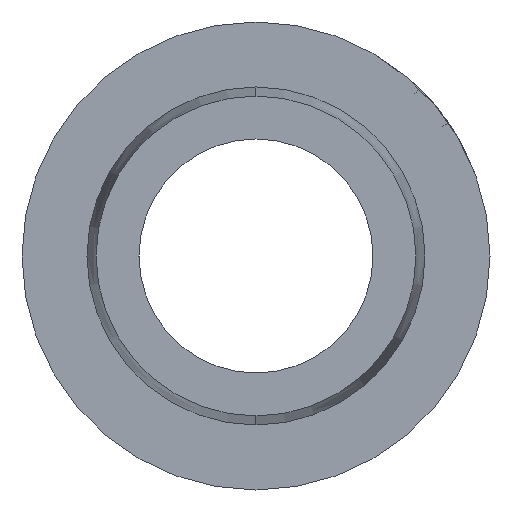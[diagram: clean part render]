
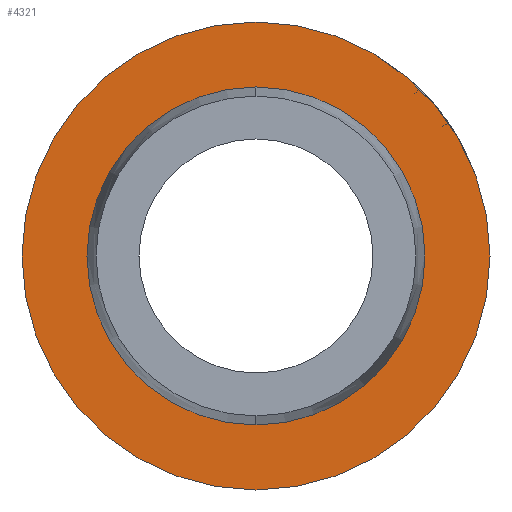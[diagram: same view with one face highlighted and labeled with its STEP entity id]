
A CAD part, left-side view. The second image highlights one B-rep face of the part: STEP entity #4321.
In plain terms, the highlighted planar face has unit normal (-1, 0, 0).
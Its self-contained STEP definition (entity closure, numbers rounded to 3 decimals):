
#3 = ORIENTED_EDGE ( 'NONE', *, *, #512, .T. ) ;
#221 = DIRECTION ( 'NONE',  ( 0., 0., -1. ) ) ;
#512 = EDGE_CURVE ( 'NONE', #3181, #5976, #3698, .T. ) ;
#562 = EDGE_LOOP ( 'NONE', ( #3331, #5944 ) ) ;
#587 = AXIS2_PLACEMENT_3D ( 'NONE', #683, #2552, #221 ) ;
#683 = CARTESIAN_POINT ( 'NONE',  ( 13.5, 6.5, 0. ) ) ;
#791 = ORIENTED_EDGE ( 'NONE', *, *, #3774, .T. ) ;
#809 = EDGE_CURVE ( 'NONE', #3083, #1235, #4790, .T. ) ;
#848 = EDGE_CURVE ( 'NONE', #1235, #3083, #2811, .T. ) ;
#947 = DIRECTION ( 'NONE',  ( 0., 0., 1. ) ) ;
#982 = DIRECTION ( 'NONE',  ( -1., 0., 0. ) ) ;
#1065 = DIRECTION ( 'NONE',  ( 0., 0., 1. ) ) ;
#1071 = AXIS2_PLACEMENT_3D ( 'NONE', #4953, #1690, #1233 ) ;
#1199 = FACE_OUTER_BOUND ( 'NONE', #5474, .T. ) ;
#1233 = DIRECTION ( 'NONE',  ( 0., 0., 1. ) ) ;
#1235 = VERTEX_POINT ( 'NONE', #5352 ) ;
#1569 = DIRECTION ( 'NONE',  ( -1., 0., 0. ) ) ;
#1629 = CARTESIAN_POINT ( 'NONE',  ( 13.5, 0., 9. ) ) ;
#1690 = DIRECTION ( 'NONE',  ( -1., 0., 0. ) ) ;
#1962 = CARTESIAN_POINT ( 'NONE',  ( 13.5, 0., 0. ) ) ;
#2328 = AXIS2_PLACEMENT_3D ( 'NONE', #1962, #982, #947 ) ;
#2552 = DIRECTION ( 'NONE',  ( 1., 0., 0. ) ) ;
#2804 = AXIS2_PLACEMENT_3D ( 'NONE', #3395, #5270, #1065 ) ;
#2811 = CIRCLE ( 'NONE', #3021, 6.5 ) ;
#3021 = AXIS2_PLACEMENT_3D ( 'NONE', #4487, #1569, #4858 ) ;
#3083 = VERTEX_POINT ( 'NONE', #5114 ) ;
#3181 = VERTEX_POINT ( 'NONE', #4873 ) ;
#3331 = ORIENTED_EDGE ( 'NONE', *, *, #809, .F. ) ;
#3395 = CARTESIAN_POINT ( 'NONE',  ( 13.5, 0., 0. ) ) ;
#3427 = CIRCLE ( 'NONE', #1071, 9. ) ;
#3496 = FACE_BOUND ( 'NONE', #562, .T. ) ;
#3698 = CIRCLE ( 'NONE', #2804, 9. ) ;
#3774 = EDGE_CURVE ( 'NONE', #5976, #3181, #3427, .T. ) ;
#4321 = ADVANCED_FACE ( 'NONE', ( #3496, #1199 ), #5863, .F. ) ;
#4487 = CARTESIAN_POINT ( 'NONE',  ( 13.5, 0., 0. ) ) ;
#4790 = CIRCLE ( 'NONE', #2328, 6.5 ) ;
#4858 = DIRECTION ( 'NONE',  ( 0., 0., 1. ) ) ;
#4873 = CARTESIAN_POINT ( 'NONE',  ( 13.5, 0., -9. ) ) ;
#4953 = CARTESIAN_POINT ( 'NONE',  ( 13.5, 0., 0. ) ) ;
#5114 = CARTESIAN_POINT ( 'NONE',  ( 13.5, 0., 6.5 ) ) ;
#5270 = DIRECTION ( 'NONE',  ( -1., 0., 0. ) ) ;
#5352 = CARTESIAN_POINT ( 'NONE',  ( 13.5, 0., -6.5 ) ) ;
#5474 = EDGE_LOOP ( 'NONE', ( #791, #3 ) ) ;
#5863 = PLANE ( 'NONE',  #587 ) ;
#5944 = ORIENTED_EDGE ( 'NONE', *, *, #848, .F. ) ;
#5976 = VERTEX_POINT ( 'NONE', #1629 ) ;
